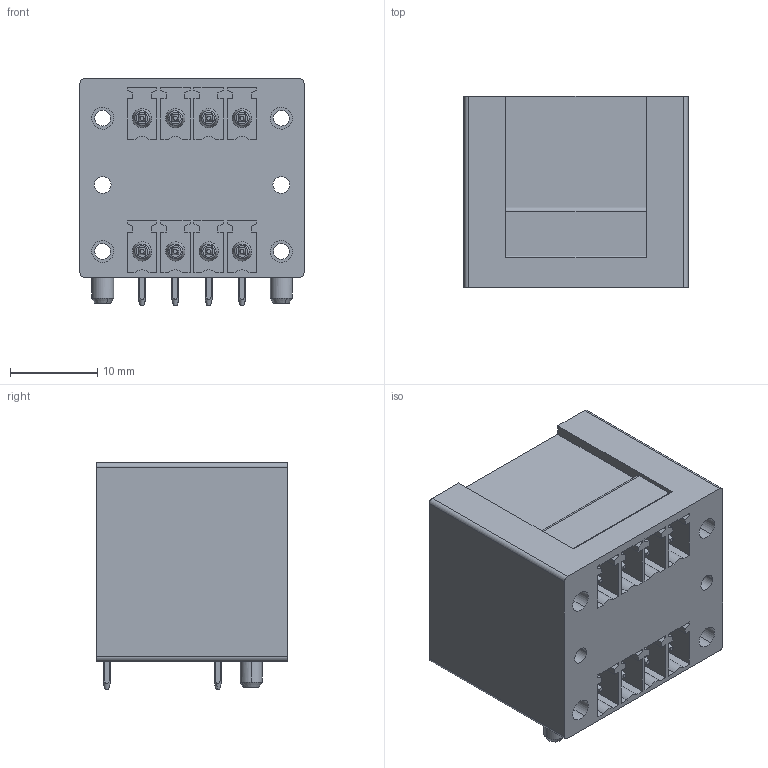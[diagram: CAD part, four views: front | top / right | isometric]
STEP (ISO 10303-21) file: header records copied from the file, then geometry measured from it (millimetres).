
FILE_DESCRIPTION(('CATIA V5 STEP Exchange','CAx-IF Rec.Pracs.--- Model Styling and Organization---1.2---2011-12-15'),'2;1');
FILE_NAME ('D1460834_0_1974200000_1974200000.stp','2018-10-05T06:14:38+00:00',('none'),('Weidmueller'),'CATIA Version 5-6 Release 2014','CATIA V5 STEP AP214','none');
FILE_SCHEMA(('AUTOMOTIVE_DESIGN { 1 0 10303 214 1 1 1 1 }'));
Length unit declared in the file: millimetre
Products named in the file (1): 1974200000
Bounding box: 25.63 x 21.9 x 25.9 mm (x, y, z)
Volume: 11149.9 mm3; surface area: 6370 mm2
Topology: 11 solids, 11 shells, 566 faces, 1532 edges, 1008 vertices
Faces by surface type: plane 348, cylinder 150, cone 52, torus 16
Entity records: 17173 total; most frequent: CARTESIAN_POINT 4601, ORIENTED_EDGE 3064, DIRECTION 1788, EDGE_CURVE 1532, VECTOR 1032, LINE 1032, VERTEX_POINT 1008, EDGE_LOOP 614
